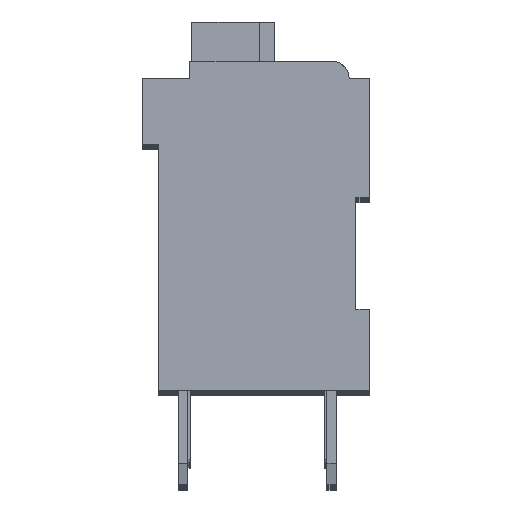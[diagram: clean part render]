
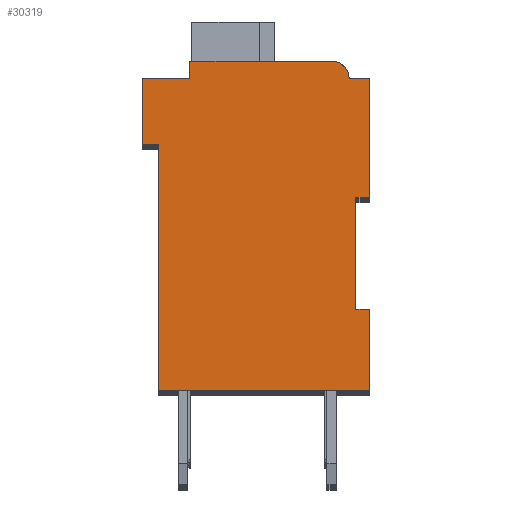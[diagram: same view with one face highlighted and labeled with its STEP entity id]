
A CAD part, top view. The second image highlights one B-rep face of the part: STEP entity #30319.
In plain terms, the highlighted planar face has unit normal (0, 0, 1).
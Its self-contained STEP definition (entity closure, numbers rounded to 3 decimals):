
#7260=DIRECTION('',(1.,0.,0.));
#7261=VECTOR('',#7260,0.5);
#7262=CARTESIAN_POINT('',(7.3,7.15,2.1));
#7263=LINE('',#7262,#7261);
#7264=DIRECTION('',(0.,1.,0.));
#7265=VECTOR('',#7264,4.15);
#7266=CARTESIAN_POINT('',(7.3,3.,2.1));
#7267=LINE('',#7266,#7265);
#7268=DIRECTION('',(-1.,0.,0.));
#7269=VECTOR('',#7268,0.5);
#7270=CARTESIAN_POINT('',(7.8,3.,2.1));
#7271=LINE('',#7270,#7269);
#7272=DIRECTION('',(0.,1.,0.));
#7273=VECTOR('',#7272,3.);
#7274=CARTESIAN_POINT('',(7.8,0.,2.1));
#7275=LINE('',#7274,#7273);
#7276=DIRECTION('',(1.,0.,0.));
#7277=VECTOR('',#7276,7.8);
#7278=CARTESIAN_POINT('',(0.,0.,2.1));
#7279=LINE('',#7278,#7277);
#7280=DIRECTION('',(0.,-1.,0.));
#7281=VECTOR('',#7280,9.1);
#7282=CARTESIAN_POINT('',(0.,9.1,2.1));
#7283=LINE('',#7282,#7281);
#7284=DIRECTION('',(1.,0.,0.));
#7285=VECTOR('',#7284,0.6);
#7286=CARTESIAN_POINT('',(-0.6,9.1,2.1));
#7287=LINE('',#7286,#7285);
#7288=DIRECTION('',(0.,-1.,0.));
#7289=VECTOR('',#7288,2.45);
#7290=CARTESIAN_POINT('',(-0.6,11.55,2.1));
#7291=LINE('',#7290,#7289);
#7292=DIRECTION('',(-1.,0.,0.));
#7293=VECTOR('',#7292,1.75);
#7294=CARTESIAN_POINT('',(1.15,11.55,2.1));
#7295=LINE('',#7294,#7293);
#7296=DIRECTION('',(0.,-1.,0.));
#7297=VECTOR('',#7296,0.65);
#7298=CARTESIAN_POINT('',(1.15,12.2,2.1));
#7299=LINE('',#7298,#7297);
#7300=DIRECTION('',(-1.,0.,0.));
#7301=VECTOR('',#7300,5.25);
#7302=CARTESIAN_POINT('',(6.4,12.2,2.1));
#7303=LINE('',#7302,#7301);
#7304=CARTESIAN_POINT('',(6.4,11.55,2.1));
#7305=DIRECTION('',(0.,0.,1.));
#7306=DIRECTION('',(1.,0.,0.));
#7307=AXIS2_PLACEMENT_3D('',#7304,#7305,#7306);
#7309=DIRECTION('',(-1.,0.,0.));
#7310=VECTOR('',#7309,0.75);
#7311=CARTESIAN_POINT('',(7.8,11.55,2.1));
#7312=LINE('',#7311,#7310);
#7313=DIRECTION('',(0.,1.,0.));
#7314=VECTOR('',#7313,4.4);
#7315=CARTESIAN_POINT('',(7.8,7.15,2.1));
#7316=LINE('',#7315,#7314);
#17869=CARTESIAN_POINT('',(7.3,7.15,2.1));
#17870=CARTESIAN_POINT('',(7.8,7.15,2.1));
#17871=VERTEX_POINT('',#17869);
#17872=VERTEX_POINT('',#17870);
#17873=CARTESIAN_POINT('',(7.8,11.55,2.1));
#17874=VERTEX_POINT('',#17873);
#17875=CARTESIAN_POINT('',(7.05,11.55,2.1));
#17876=VERTEX_POINT('',#17875);
#17877=CARTESIAN_POINT('',(6.4,12.2,2.1));
#17878=VERTEX_POINT('',#17877);
#17879=CARTESIAN_POINT('',(1.15,12.2,2.1));
#17880=VERTEX_POINT('',#17879);
#17881=CARTESIAN_POINT('',(1.15,11.55,2.1));
#17882=VERTEX_POINT('',#17881);
#17883=CARTESIAN_POINT('',(-0.6,11.55,2.1));
#17884=VERTEX_POINT('',#17883);
#17885=CARTESIAN_POINT('',(-0.6,9.1,2.1));
#17886=VERTEX_POINT('',#17885);
#17887=CARTESIAN_POINT('',(0.,9.1,2.1));
#17888=VERTEX_POINT('',#17887);
#17889=CARTESIAN_POINT('',(0.,0.,2.1));
#17890=VERTEX_POINT('',#17889);
#17891=CARTESIAN_POINT('',(7.8,0.,2.1));
#17892=VERTEX_POINT('',#17891);
#17893=CARTESIAN_POINT('',(7.8,3.,2.1));
#17894=VERTEX_POINT('',#17893);
#17895=CARTESIAN_POINT('',(7.3,3.,2.1));
#17896=VERTEX_POINT('',#17895);
#30298=CARTESIAN_POINT('',(0.,0.,2.1));
#30299=DIRECTION('',(0.,0.,1.));
#30300=DIRECTION('',(1.,0.,0.));
#30301=AXIS2_PLACEMENT_3D('',#30298,#30299,#30300);
#30302=PLANE('',#30301);
#30303=ORIENTED_EDGE('',*,*,#23550,.F.);
#30304=ORIENTED_EDGE('',*,*,#24352,.F.);
#30305=ORIENTED_EDGE('',*,*,#25012,.F.);
#30306=ORIENTED_EDGE('',*,*,#25457,.F.);
#30307=ORIENTED_EDGE('',*,*,#25974,.F.);
#30308=ORIENTED_EDGE('',*,*,#26740,.F.);
#30309=ORIENTED_EDGE('',*,*,#26974,.F.);
#30310=ORIENTED_EDGE('',*,*,#27455,.F.);
#30311=ORIENTED_EDGE('',*,*,#27983,.F.);
#30312=ORIENTED_EDGE('',*,*,#28748,.F.);
#30313=ORIENTED_EDGE('',*,*,#29350,.F.);
#30314=ORIENTED_EDGE('',*,*,#28034,.F.);
#30315=ORIENTED_EDGE('',*,*,#28539,.F.);
#30316=ORIENTED_EDGE('',*,*,#24247,.F.);
#30317=EDGE_LOOP('',(#30303,#30304,#30305,#30306,#30307,#30308,#30309,#30310,
#30311,#30312,#30313,#30314,#30315,#30316));
#30318=FACE_OUTER_BOUND('',#30317,.F.);
#7308=CIRCLE('',#7307,0.65);
#23550=EDGE_CURVE('',#17871,#17872,#7263,.T.);
#24247=EDGE_CURVE('',#17872,#17874,#7316,.T.);
#24352=EDGE_CURVE('',#17896,#17871,#7267,.T.);
#25012=EDGE_CURVE('',#17894,#17896,#7271,.T.);
#25457=EDGE_CURVE('',#17892,#17894,#7275,.T.);
#25974=EDGE_CURVE('',#17890,#17892,#7279,.T.);
#26740=EDGE_CURVE('',#17888,#17890,#7283,.T.);
#26974=EDGE_CURVE('',#17886,#17888,#7287,.T.);
#27455=EDGE_CURVE('',#17884,#17886,#7291,.T.);
#27983=EDGE_CURVE('',#17882,#17884,#7295,.T.);
#28034=EDGE_CURVE('',#17876,#17878,#7308,.T.);
#28539=EDGE_CURVE('',#17874,#17876,#7312,.T.);
#28748=EDGE_CURVE('',#17880,#17882,#7299,.T.);
#29350=EDGE_CURVE('',#17878,#17880,#7303,.T.);
#30319=ADVANCED_FACE('',(#30318),#30302,.T.);
